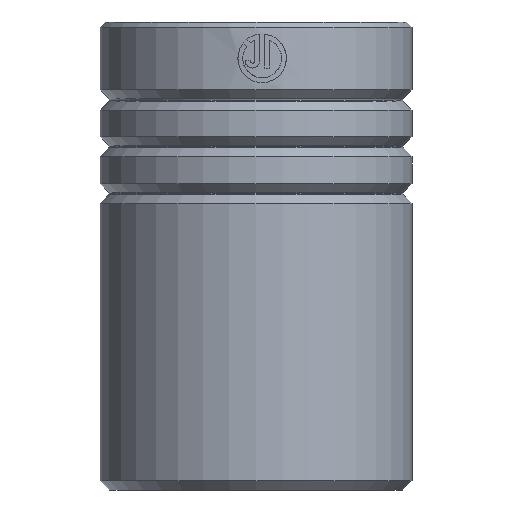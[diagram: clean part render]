
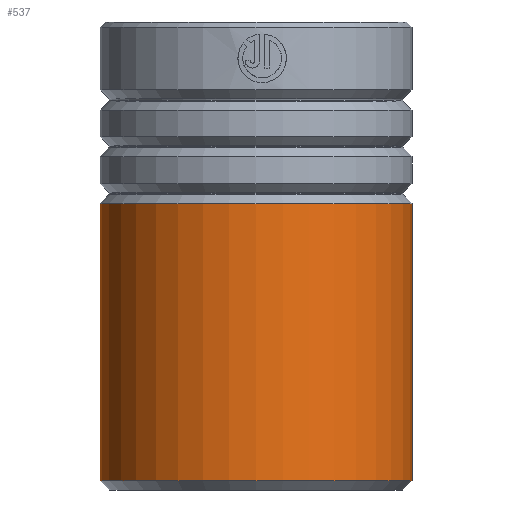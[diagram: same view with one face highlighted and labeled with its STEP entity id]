
A CAD part, front view. The second image highlights one B-rep face of the part: STEP entity #537.
In plain terms, the highlighted cylindrical face has radius 20 mm (diameter 40 mm), a partial arc.
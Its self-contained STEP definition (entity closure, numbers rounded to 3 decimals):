
#135 = EDGE_CURVE ( 'NONE', #1834, #243, #2370, .T. ) ;
#156 = DIRECTION ( 'NONE',  ( 0., 0., -1. ) ) ;
#200 = CARTESIAN_POINT ( 'NONE',  ( 0., 0., 1.2 ) ) ;
#235 = CARTESIAN_POINT ( 'NONE',  ( -20., 0., 36.717 ) ) ;
#243 = VERTEX_POINT ( 'NONE', #1025 ) ;
#258 = EDGE_CURVE ( 'NONE', #243, #2468, #1905, .T. ) ;
#494 = DIRECTION ( 'NONE',  ( -1., 0., 0. ) ) ;
#536 = CARTESIAN_POINT ( 'NONE',  ( 20., 0., 36.717 ) ) ;
#537 = ADVANCED_FACE ( 'NONE', ( #2376 ), #1927, .T. ) ;
#692 = LINE ( 'NONE', #1266, #2212 ) ;
#722 = DIRECTION ( 'NONE',  ( 0., 0., -1. ) ) ;
#885 = CIRCLE ( 'NONE', #1991, 20. ) ;
#1010 = DIRECTION ( 'NONE',  ( 0., 0., 1. ) ) ;
#1025 = CARTESIAN_POINT ( 'NONE',  ( -20., 0., 1.2 ) ) ;
#1151 = ORIENTED_EDGE ( 'NONE', *, *, #1945, .F. ) ;
#1254 = DIRECTION ( 'NONE',  ( -1., 0., 0. ) ) ;
#1266 = CARTESIAN_POINT ( 'NONE',  ( 20., 0., 60. ) ) ;
#1404 = ORIENTED_EDGE ( 'NONE', *, *, #2369, .T. ) ;
#1437 = ORIENTED_EDGE ( 'NONE', *, *, #258, .T. ) ;
#1478 = DIRECTION ( 'NONE',  ( 0., 0., -1. ) ) ;
#1540 = CARTESIAN_POINT ( 'NONE',  ( 0., 0., 36.717 ) ) ;
#1834 = VERTEX_POINT ( 'NONE', #235 ) ;
#1841 = DIRECTION ( 'NONE',  ( 1., 0., 0. ) ) ;
#1905 = CIRCLE ( 'NONE', #2204, 20. ) ;
#1927 = CYLINDRICAL_SURFACE ( 'NONE', #1949, 20. ) ;
#1945 = EDGE_CURVE ( 'NONE', #2497, #2468, #692, .T. ) ;
#1949 = AXIS2_PLACEMENT_3D ( 'NONE', #1965, #722, #494 ) ;
#1965 = CARTESIAN_POINT ( 'NONE',  ( 0., 0., 60. ) ) ;
#1991 = AXIS2_PLACEMENT_3D ( 'NONE', #1540, #2356, #1254 ) ;
#2008 = CARTESIAN_POINT ( 'NONE',  ( 20., 0., 1.2 ) ) ;
#2152 = EDGE_LOOP ( 'NONE', ( #1151, #1404, #2237, #1437 ) ) ;
#2172 = CARTESIAN_POINT ( 'NONE',  ( -20., 0., 60. ) ) ;
#2204 = AXIS2_PLACEMENT_3D ( 'NONE', #200, #1010, #1841 ) ;
#2212 = VECTOR ( 'NONE', #1478, 1000. ) ;
#2237 = ORIENTED_EDGE ( 'NONE', *, *, #135, .T. ) ;
#2356 = DIRECTION ( 'NONE',  ( 0., 0., -1. ) ) ;
#2369 = EDGE_CURVE ( 'NONE', #2497, #1834, #885, .T. ) ;
#2370 = LINE ( 'NONE', #2172, #2467 ) ;
#2376 = FACE_OUTER_BOUND ( 'NONE', #2152, .T. ) ;
#2467 = VECTOR ( 'NONE', #156, 1000. ) ;
#2468 = VERTEX_POINT ( 'NONE', #2008 ) ;
#2497 = VERTEX_POINT ( 'NONE', #536 ) ;
